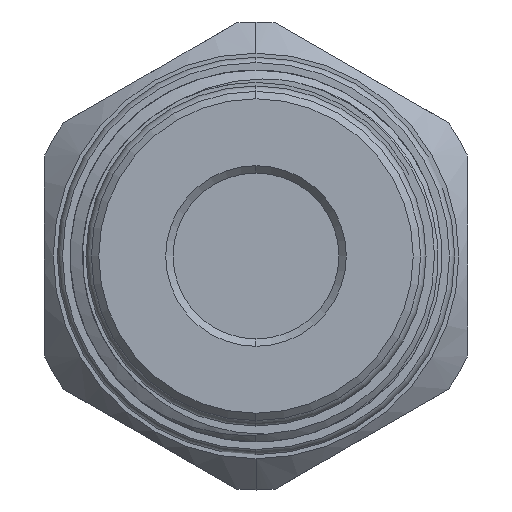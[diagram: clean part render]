
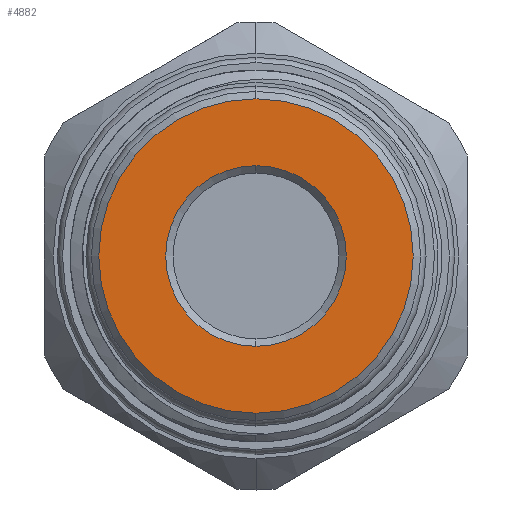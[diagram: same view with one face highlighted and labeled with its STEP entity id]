
A CAD part, left-side view. The second image highlights one B-rep face of the part: STEP entity #4882.
In plain terms, the highlighted planar face has unit normal (-1, 0, 0).
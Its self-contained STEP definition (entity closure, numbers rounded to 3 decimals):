
#219 = AXIS2_PLACEMENT_3D ( 'NONE', #13850, #11185, #12616 ) ;
#683 = AXIS2_PLACEMENT_3D ( 'NONE', #14250, #2731, #17003 ) ;
#871 = VERTEX_POINT ( 'NONE', #15764 ) ;
#923 = CIRCLE ( 'NONE', #12267, 10.615 ) ;
#1096 = DIRECTION ( 'NONE',  ( 0., 0., -1. ) ) ;
#1138 = AXIS2_PLACEMENT_3D ( 'NONE', #3788, #16824, #1096 ) ;
#1268 = PLANE ( 'NONE',  #219 ) ;
#1716 = ORIENTED_EDGE ( 'NONE', *, *, #4385, .T. ) ;
#1834 = ORIENTED_EDGE ( 'NONE', *, *, #7389, .T. ) ;
#2472 = VERTEX_POINT ( 'NONE', #17703 ) ;
#2731 = DIRECTION ( 'NONE',  ( 1., 0., 0. ) ) ;
#2746 = CARTESIAN_POINT ( 'NONE',  ( 0., 0., 0. ) ) ;
#3216 = EDGE_LOOP ( 'NONE', ( #6634, #12051 ) ) ;
#3788 = CARTESIAN_POINT ( 'NONE',  ( 0., 0., 0. ) ) ;
#4004 = CIRCLE ( 'NONE', #683, 10.615 ) ;
#4164 = DIRECTION ( 'NONE',  ( 1., 0., 0. ) ) ;
#4385 = EDGE_CURVE ( 'NONE', #13812, #6272, #8757, .T. ) ;
#4882 = ADVANCED_FACE ( 'NONE', ( #5417, #16784 ), #1268, .F. ) ;
#5417 = FACE_BOUND ( 'NONE', #12428, .T. ) ;
#6272 = VERTEX_POINT ( 'NONE', #11542 ) ;
#6634 = ORIENTED_EDGE ( 'NONE', *, *, #12959, .F. ) ;
#7389 = EDGE_CURVE ( 'NONE', #6272, #13812, #8280, .T. ) ;
#8280 = CIRCLE ( 'NONE', #8771, 6.1 ) ;
#8476 = DIRECTION ( 'NONE',  ( 0., 0., -1. ) ) ;
#8693 = DIRECTION ( 'NONE',  ( 0., 0., -1. ) ) ;
#8757 = CIRCLE ( 'NONE', #1138, 6.1 ) ;
#8771 = AXIS2_PLACEMENT_3D ( 'NONE', #2746, #4164, #8476 ) ;
#9622 = EDGE_CURVE ( 'NONE', #871, #2472, #4004, .T. ) ;
#11185 = DIRECTION ( 'NONE',  ( 1., 0., 0. ) ) ;
#11542 = CARTESIAN_POINT ( 'NONE',  ( 0., 0., 6.1 ) ) ;
#12051 = ORIENTED_EDGE ( 'NONE', *, *, #9622, .F. ) ;
#12267 = AXIS2_PLACEMENT_3D ( 'NONE', #15744, #12849, #8693 ) ;
#12428 = EDGE_LOOP ( 'NONE', ( #1834, #1716 ) ) ;
#12616 = DIRECTION ( 'NONE',  ( 0., 0., -1. ) ) ;
#12849 = DIRECTION ( 'NONE',  ( 1., 0., 0. ) ) ;
#12959 = EDGE_CURVE ( 'NONE', #2472, #871, #923, .T. ) ;
#13812 = VERTEX_POINT ( 'NONE', #15847 ) ;
#13850 = CARTESIAN_POINT ( 'NONE',  ( 0., 0., 0. ) ) ;
#14250 = CARTESIAN_POINT ( 'NONE',  ( 0., 0., 0. ) ) ;
#15744 = CARTESIAN_POINT ( 'NONE',  ( 0., 0., 0. ) ) ;
#15764 = CARTESIAN_POINT ( 'NONE',  ( 0., 0., 10.615 ) ) ;
#15847 = CARTESIAN_POINT ( 'NONE',  ( 0., 0., -6.1 ) ) ;
#16784 = FACE_OUTER_BOUND ( 'NONE', #3216, .T. ) ;
#16824 = DIRECTION ( 'NONE',  ( 1., 0., 0. ) ) ;
#17003 = DIRECTION ( 'NONE',  ( 0., 0., -1. ) ) ;
#17703 = CARTESIAN_POINT ( 'NONE',  ( 0., 0., -10.615 ) ) ;
